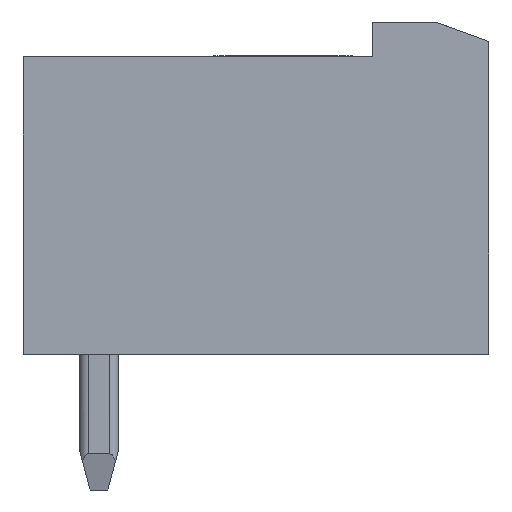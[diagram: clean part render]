
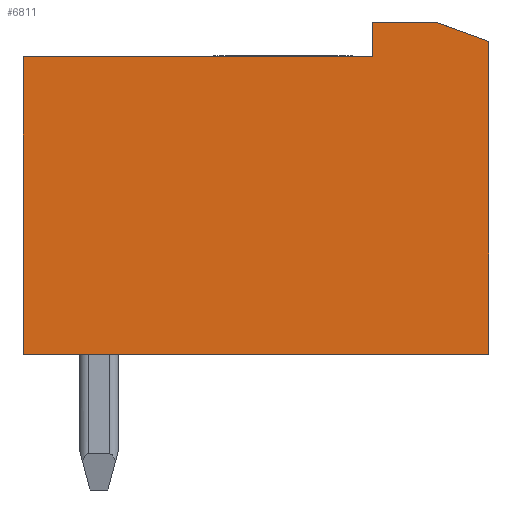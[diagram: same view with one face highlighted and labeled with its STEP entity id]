
A CAD part, left-side view. The second image highlights one B-rep face of the part: STEP entity #6811.
In plain terms, the highlighted planar face has unit normal (-1, 0, 0).
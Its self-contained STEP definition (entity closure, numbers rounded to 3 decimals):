
#6811=ADVANCED_FACE('',(#15595),#15596,.T.);
#9525=VERTEX_POINT('',#18751);
#9529=VERTEX_POINT('',#18755);
#9531=EDGE_CURVE('',#9529,#9525,#18757,.F.);
#9639=VERTEX_POINT('',#18865);
#9643=VERTEX_POINT('',#18869);
#9645=EDGE_CURVE('',#9639,#9643,#18871,.F.);
#9711=VERTEX_POINT('',#18937);
#9715=EDGE_CURVE('',#9529,#9711,#18941,.T.);
#9743=VERTEX_POINT('',#18969);
#9747=VERTEX_POINT('',#18973);
#9749=EDGE_CURVE('',#9747,#9743,#18975,.F.);
#9785=EDGE_CURVE('',#9525,#9643,#19011,.F.);
#9797=EDGE_CURVE('',#9711,#9743,#19023,.T.);
#9857=EDGE_CURVE('',#9639,#9747,#19083,.F.);
#15595=FACE_OUTER_BOUND('',#38819,.T.);
#15596=PLANE('',#38820);
#18751=CARTESIAN_POINT('',(0.,12.0,7.67));
#18755=CARTESIAN_POINT('',(0.0,3.,7.67));
#18757=LINE('',#43269,#43270);
#18865=CARTESIAN_POINT('',(0.,0.,0.));
#18869=CARTESIAN_POINT('',(0.0,12.,0.));
#18871=LINE('',#43457,#43458);
#18937=CARTESIAN_POINT('',(0.,3.,8.57));
#18941=LINE('',#43566,#43567);
#18969=CARTESIAN_POINT('',(0.,1.374,8.57));
#18973=CARTESIAN_POINT('',(0.,0.,8.07));
#18975=LINE('',#43622,#43623);
#19011=LINE('',#43682,#43683);
#19023=LINE('',#43703,#43704);
#19083=LINE('',#43801,#43802);
#38819=EDGE_LOOP('',(#53316,#53317,#53318,#53319,#53320,#53321,#53322));
#38820=AXIS2_PLACEMENT_3D('',#53323,#53324,#53325);
#43269=CARTESIAN_POINT('',(0.,12.269,7.67));
#43270=VECTOR('',#57278,1.0);
#43457=CARTESIAN_POINT('',(0.,6.0,0.));
#43458=VECTOR('',#57325,1.0);
#43566=CARTESIAN_POINT('',(0.0,3.,8.695));
#43567=VECTOR('',#57357,1.0);
#43622=CARTESIAN_POINT('',(0.0,5.529,10.082));
#43623=VECTOR('',#57368,1.0);
#43682=CARTESIAN_POINT('',(0.,12.0,4.296));
#43683=VECTOR('',#57390,1.0);
#43703=CARTESIAN_POINT('',(0.,6.817,8.57));
#43704=VECTOR('',#57398,1.0);
#43801=CARTESIAN_POINT('',(0.,0.,8.534));
#43802=VECTOR('',#57422,1.0);
#53316=ORIENTED_EDGE('',*,*,#9645,.F.);
#53317=ORIENTED_EDGE('',*,*,#9857,.T.);
#53318=ORIENTED_EDGE('',*,*,#9749,.T.);
#53319=ORIENTED_EDGE('',*,*,#9797,.F.);
#53320=ORIENTED_EDGE('',*,*,#9715,.F.);
#53321=ORIENTED_EDGE('',*,*,#9531,.T.);
#53322=ORIENTED_EDGE('',*,*,#9785,.T.);
#53323=CARTESIAN_POINT('',(0.,12.306,8.791));
#53324=DIRECTION('',(-1.0,0.,0.));
#53325=DIRECTION('',(0.,0.0,1.0));
#57278=DIRECTION('',(0.,-1.0,0.));
#57325=DIRECTION('',(0.,-1.0,0.));
#57357=DIRECTION('',(0.,0.,1.0));
#57368=DIRECTION('',(0.,-0.94,-0.342));
#57390=DIRECTION('',(0.,0.,1.0));
#57398=DIRECTION('',(0.,-1.0,-0.0));
#57422=DIRECTION('',(0.,0.,-1.0));
